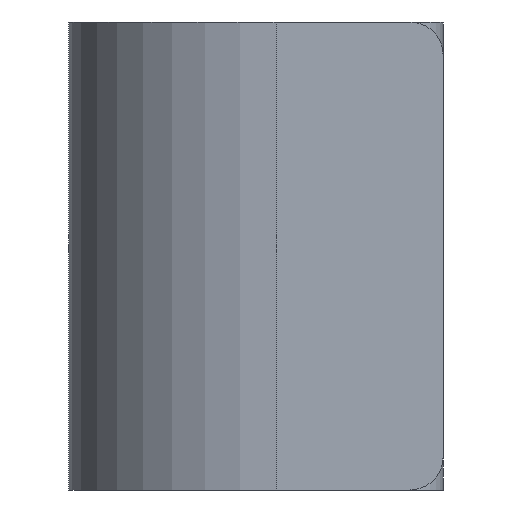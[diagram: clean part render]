
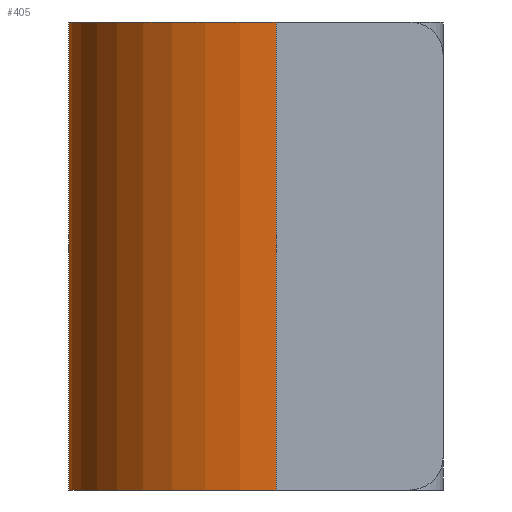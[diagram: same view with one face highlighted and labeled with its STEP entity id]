
A CAD part, left-side view. The second image highlights one B-rep face of the part: STEP entity #405.
In plain terms, the highlighted cylindrical face has radius 6.2 mm (diameter 12.4 mm), a partial arc.
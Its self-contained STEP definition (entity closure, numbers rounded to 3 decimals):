
#20=CYLINDRICAL_SURFACE('',#462,6.2);
#39=FACE_OUTER_BOUND('',#65,.T.);
#65=EDGE_LOOP('',(#327,#328,#329,#330));
#94=LINE('',#661,#134);
#102=LINE('',#683,#142);
#134=VECTOR('',#538,14.);
#142=VECTOR('',#562,14.);
#165=CIRCLE('',#461,6.2);
#166=CIRCLE('',#463,6.2);
#187=VERTEX_POINT('',#658);
#188=VERTEX_POINT('',#660);
#193=VERTEX_POINT('',#678);
#194=VERTEX_POINT('',#682);
#230=EDGE_CURVE('',#187,#188,#94,.T.);
#240=EDGE_CURVE('',#193,#187,#165,.T.);
#241=EDGE_CURVE('',#193,#194,#102,.T.);
#242=EDGE_CURVE('',#194,#188,#166,.T.);
#327=ORIENTED_EDGE('',*,*,#240,.F.);
#328=ORIENTED_EDGE('',*,*,#241,.T.);
#329=ORIENTED_EDGE('',*,*,#242,.T.);
#330=ORIENTED_EDGE('',*,*,#230,.F.);
#405=ADVANCED_FACE('',(#39),#20,.T.);
#461=AXIS2_PLACEMENT_3D('',#680,#558,#559);
#462=AXIS2_PLACEMENT_3D('',#681,#560,#561);
#463=AXIS2_PLACEMENT_3D('',#684,#563,#564);
#538=DIRECTION('',(0.,0.,1.));
#558=DIRECTION('center_axis',(0.,0.,-1.));
#559=DIRECTION('ref_axis',(-1.,0.,0.));
#560=DIRECTION('center_axis',(0.,0.,1.));
#561=DIRECTION('ref_axis',(1.,0.,0.));
#562=DIRECTION('',(0.,0.,1.));
#563=DIRECTION('center_axis',(0.,0.,-1.));
#564=DIRECTION('ref_axis',(-1.,0.,0.));
#658=CARTESIAN_POINT('',(11.2,5.,-7.));
#660=CARTESIAN_POINT('',(11.2,5.,7.));
#661=CARTESIAN_POINT('',(11.2,5.,-7.));
#678=CARTESIAN_POINT('',(-1.2,5.,-7.));
#680=CARTESIAN_POINT('Origin',(5.,5.,-7.));
#681=CARTESIAN_POINT('Origin',(5.,5.,-7.));
#682=CARTESIAN_POINT('',(-1.2,5.,7.));
#683=CARTESIAN_POINT('',(-1.2,5.,-7.));
#684=CARTESIAN_POINT('Origin',(5.,5.,7.));
